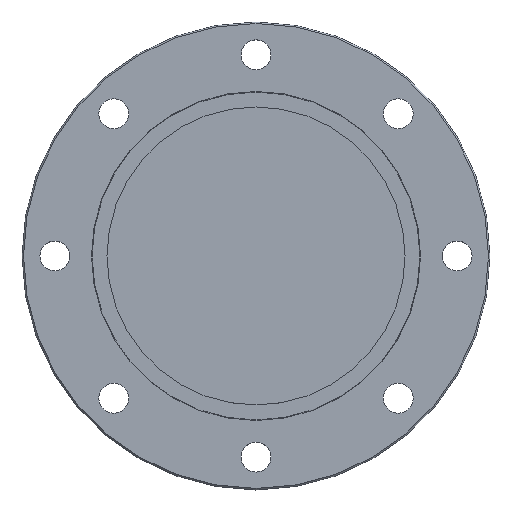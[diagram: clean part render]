
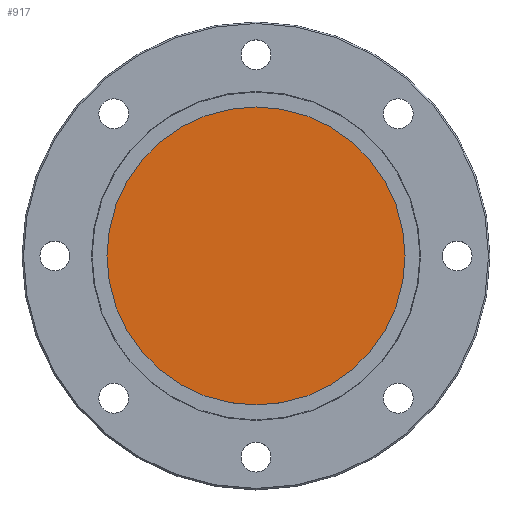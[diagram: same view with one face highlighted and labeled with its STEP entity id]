
A CAD part, top view. The second image highlights one B-rep face of the part: STEP entity #917.
In plain terms, the highlighted planar face has unit normal (0, 0, 1).
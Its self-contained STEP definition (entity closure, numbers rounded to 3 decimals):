
#20 = ORIENTED_EDGE ( 'NONE', *, *, #779, .T. ) ;
#68 = EDGE_LOOP ( 'NONE', ( #20, #1018 ) ) ;
#69 = DIRECTION ( 'NONE',  ( 0., 0., 1. ) ) ;
#121 = CARTESIAN_POINT ( 'NONE',  ( -50., 0., 13.512 ) ) ;
#168 = CIRCLE ( 'NONE', #823, 50. ) ;
#178 = EDGE_CURVE ( 'NONE', #568, #662, #168, .T. ) ;
#333 = FACE_OUTER_BOUND ( 'NONE', #68, .T. ) ;
#338 = DIRECTION ( 'NONE',  ( 0., 0., -1. ) ) ;
#386 = CARTESIAN_POINT ( 'NONE',  ( 0., 0., 13.512 ) ) ;
#396 = CIRCLE ( 'NONE', #573, 50. ) ;
#425 = AXIS2_PLACEMENT_3D ( 'NONE', #885, #338, #791 ) ;
#460 = DIRECTION ( 'NONE',  ( 1., 0., 0. ) ) ;
#524 = CARTESIAN_POINT ( 'NONE',  ( 50., 0., 13.512 ) ) ;
#568 = VERTEX_POINT ( 'NONE', #121 ) ;
#573 = AXIS2_PLACEMENT_3D ( 'NONE', #1008, #69, #460 ) ;
#648 = PLANE ( 'NONE',  #425 ) ;
#662 = VERTEX_POINT ( 'NONE', #524 ) ;
#696 = DIRECTION ( 'NONE',  ( 0., 0., 1. ) ) ;
#779 = EDGE_CURVE ( 'NONE', #662, #568, #396, .T. ) ;
#791 = DIRECTION ( 'NONE',  ( -1., 0., 0. ) ) ;
#823 = AXIS2_PLACEMENT_3D ( 'NONE', #386, #696, #1009 ) ;
#885 = CARTESIAN_POINT ( 'NONE',  ( 0., 50., 13.512 ) ) ;
#917 = ADVANCED_FACE ( 'NONE', ( #333 ), #648, .F. ) ;
#1008 = CARTESIAN_POINT ( 'NONE',  ( 0., 0., 13.512 ) ) ;
#1009 = DIRECTION ( 'NONE',  ( 1., 0., 0. ) ) ;
#1018 = ORIENTED_EDGE ( 'NONE', *, *, #178, .T. ) ;
